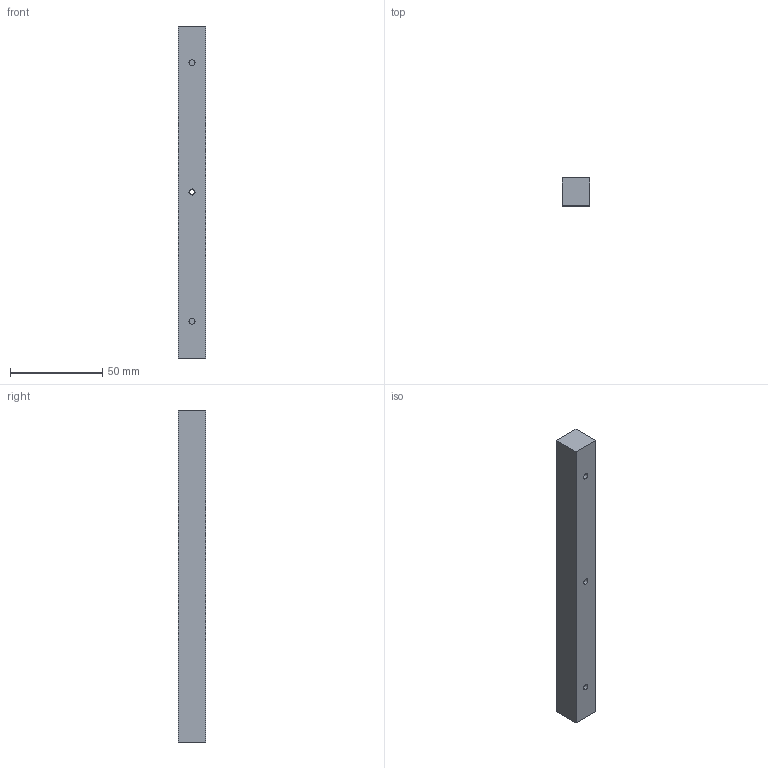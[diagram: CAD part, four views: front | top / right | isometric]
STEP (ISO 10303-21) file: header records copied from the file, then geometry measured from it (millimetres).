
FILE_DESCRIPTION (( 'STEP AP214' ), '1' );
FILE_NAME ('support_rail.STEP', '2023-01-16T10:15:23', ( '' ), ( '' ), 'SwSTEP 2.0', 'SolidWorks 2021', '' );
FILE_SCHEMA (( 'AUTOMOTIVE_DESIGN' ));
Length unit declared in the file: millimetre
Products named in the file (1): support_rail
Bounding box: 15 x 15 x 180 mm (x, y, z)
Volume: 40103.3 mm3; surface area: 11795.3 mm2
Topology: 1 solids, 1 shells, 29 faces, 60 edges, 40 vertices
Faces by surface type: cylinder 16, plane 13
Entity records: 824 total; most frequent: DIRECTION 152, CARTESIAN_POINT 130, ORIENTED_EDGE 120, AXIS2_PLACEMENT_3D 62, EDGE_CURVE 60, VERTEX_POINT 40, EDGE_LOOP 38, CIRCLE 32
